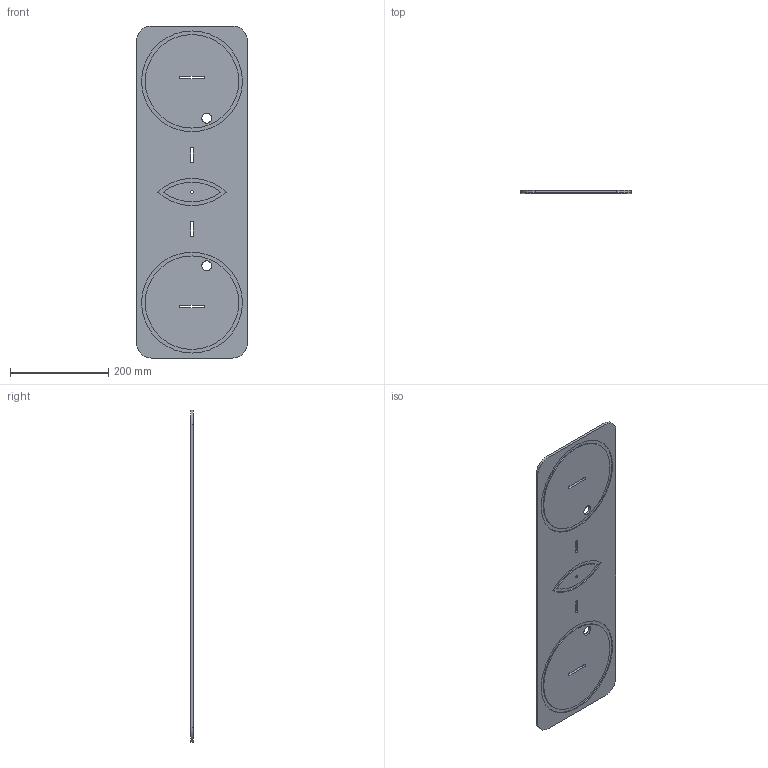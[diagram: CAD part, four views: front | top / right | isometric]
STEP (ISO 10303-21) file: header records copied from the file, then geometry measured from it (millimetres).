
FILE_DESCRIPTION(/* description */ (''),/* implementation_level */ '2;1');
FILE_NAME(/* name */ 'Cewki_690.stp',/* time_stamp */ '2019-10-29T19:46:43+01:00',/* author */ ('Kamil Bęś'),/* organization */ (''),/* preprocessor_version */ 'ST-DEVELOPER v18',/* originating_system */ 'Autodesk Inventor 2020',/* authorisation */ '');
FILE_SCHEMA (('AUTOMOTIVE_DESIGN { 1 0 10303 214 3 1 1 }'));
Length unit declared in the file: millimetre
Products named in the file (1): Cewki_690
Bounding box: 225 x 5 x 675 mm (x, y, z)
Volume: 725089.8 mm3; surface area: 316456.5 mm2
Topology: 1 solids, 1 shells, 59 faces, 158 edges, 107 vertices
Faces by surface type: cylinder 31, plane 28
Full cylindrical faces by diameter (mm): 6 x1, 20 x2, 190 x2, 205 x2
Entity records: 1948 total; most frequent: DIRECTION 345, CARTESIAN_POINT 325, ORIENTED_EDGE 316, EDGE_CURVE 158, AXIS2_PLACEMENT_3D 127, VERTEX_POINT 107, LINE 91, VECTOR 91
